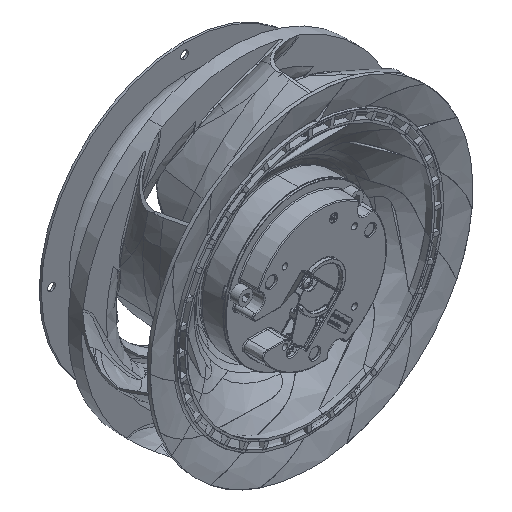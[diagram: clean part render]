
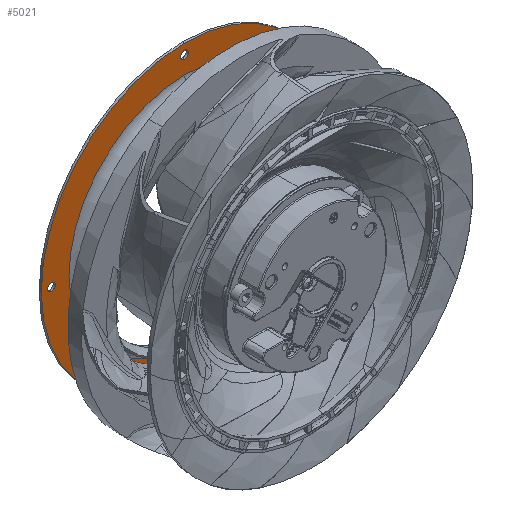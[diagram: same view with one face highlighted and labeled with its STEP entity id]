
A CAD part, isometric view. The second image highlights one B-rep face of the part: STEP entity #5021.
In plain terms, the highlighted planar face has unit normal (0, -1, 0).
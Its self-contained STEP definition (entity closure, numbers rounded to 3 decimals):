
#388 = AXIS2_PLACEMENT_3D ( 'NONE', #133876, #37423, #2398 ) ;
#2398 = DIRECTION ( 'NONE',  ( 0., 0., -1. ) ) ;
#2604 = ORIENTED_EDGE ( 'NONE', *, *, #5330, .F. ) ;
#3239 = AXIS2_PLACEMENT_3D ( 'NONE', #34074, #77665, #86960 ) ;
#4052 = VERTEX_POINT ( 'NONE', #38030 ) ;
#5021 = ADVANCED_FACE ( 'NONE', ( #63080, #140861, #108747, #129483, #75195, #30200 ), #108036, .T. ) ;
#5330 = EDGE_CURVE ( 'NONE', #129541, #22427, #30609, .T. ) ;
#8488 = ORIENTED_EDGE ( 'NONE', *, *, #72987, .T. ) ;
#8721 = DIRECTION ( 'NONE',  ( 0., -1., 0. ) ) ;
#12733 = DIRECTION ( 'NONE',  ( 0., -1., 0. ) ) ;
#13246 = EDGE_LOOP ( 'NONE', ( #106444, #79257 ) ) ;
#14082 = CARTESIAN_POINT ( 'NONE',  ( 79., -1.25, 2.25 ) ) ;
#14871 = DIRECTION ( 'NONE',  ( 0., 0., -1. ) ) ;
#15561 = VERTEX_POINT ( 'NONE', #140688 ) ;
#16474 = CARTESIAN_POINT ( 'NONE',  ( 79., -1.25, 0. ) ) ;
#17132 = ORIENTED_EDGE ( 'NONE', *, *, #97018, .F. ) ;
#20754 = CARTESIAN_POINT ( 'NONE',  ( 0., -1.25, -85. ) ) ;
#21024 = CIRCLE ( 'NONE', #388, 68.666 ) ;
#21132 = CIRCLE ( 'NONE', #126130, 2.25 ) ;
#21408 = EDGE_CURVE ( 'NONE', #34971, #4052, #36233, .T. ) ;
#22427 = VERTEX_POINT ( 'NONE', #103279 ) ;
#23237 = EDGE_CURVE ( 'NONE', #80794, #42931, #21024, .T. ) ;
#23622 = AXIS2_PLACEMENT_3D ( 'NONE', #16474, #71515, #90795 ) ;
#25518 = CARTESIAN_POINT ( 'NONE',  ( 0., -1.25, 81.25 ) ) ;
#25798 = CARTESIAN_POINT ( 'NONE',  ( 0., -1.25, -76.75 ) ) ;
#25989 = AXIS2_PLACEMENT_3D ( 'NONE', #65188, #8721, #116657 ) ;
#26000 = VERTEX_POINT ( 'NONE', #25798 ) ;
#27041 = DIRECTION ( 'NONE',  ( 0., -1., 0. ) ) ;
#30200 = FACE_BOUND ( 'NONE', #13246, .T. ) ;
#30609 = CIRCLE ( 'NONE', #23622, 2.25 ) ;
#34074 = CARTESIAN_POINT ( 'NONE',  ( 0., -1.25, 0. ) ) ;
#34587 = DIRECTION ( 'NONE',  ( 0., 0., -1. ) ) ;
#34665 = DIRECTION ( 'NONE',  ( 0., -1., 0. ) ) ;
#34971 = VERTEX_POINT ( 'NONE', #20754 ) ;
#36233 = CIRCLE ( 'NONE', #121285, 85. ) ;
#37423 = DIRECTION ( 'NONE',  ( 0., -1., 0. ) ) ;
#38030 = CARTESIAN_POINT ( 'NONE',  ( 0., -1.25, 85. ) ) ;
#38293 = DIRECTION ( 'NONE',  ( 0., 0., -1. ) ) ;
#39992 = DIRECTION ( 'NONE',  ( 0., -1., 0. ) ) ;
#41809 = ORIENTED_EDGE ( 'NONE', *, *, #71746, .F. ) ;
#42931 = VERTEX_POINT ( 'NONE', #104048 ) ;
#44224 = CARTESIAN_POINT ( 'NONE',  ( -79., -1.25, 2.25 ) ) ;
#49037 = DIRECTION ( 'NONE',  ( 0., -1., 0. ) ) ;
#50023 = AXIS2_PLACEMENT_3D ( 'NONE', #81178, #49037, #38293 ) ;
#52040 = VERTEX_POINT ( 'NONE', #69278 ) ;
#52248 = DIRECTION ( 'NONE',  ( 0., -1., 0. ) ) ;
#52413 = EDGE_CURVE ( 'NONE', #79896, #73902, #76581, .T. ) ;
#53239 = CIRCLE ( 'NONE', #96560, 2.25 ) ;
#54055 = EDGE_LOOP ( 'NONE', ( #81693, #8488 ) ) ;
#55559 = AXIS2_PLACEMENT_3D ( 'NONE', #129977, #12733, #105905 ) ;
#56833 = CARTESIAN_POINT ( 'NONE',  ( 0., -1.25, 79. ) ) ;
#58672 = CIRCLE ( 'NONE', #111180, 2.25 ) ;
#59109 = AXIS2_PLACEMENT_3D ( 'NONE', #79598, #88888, #34587 ) ;
#60026 = DIRECTION ( 'NONE',  ( 0., 0., -1. ) ) ;
#63080 = FACE_BOUND ( 'NONE', #92640, .T. ) ;
#65188 = CARTESIAN_POINT ( 'NONE',  ( 68.666, -1.25, 0. ) ) ;
#66141 = EDGE_LOOP ( 'NONE', ( #102707, #17132 ) ) ;
#66151 = DIRECTION ( 'NONE',  ( 0., 0., -1. ) ) ;
#69278 = CARTESIAN_POINT ( 'NONE',  ( -79., -1.25, -2.25 ) ) ;
#69332 = CIRCLE ( 'NONE', #55559, 85. ) ;
#71515 = DIRECTION ( 'NONE',  ( 0., -1., 0. ) ) ;
#71746 = EDGE_CURVE ( 'NONE', #22427, #129541, #53239, .T. ) ;
#72987 = EDGE_CURVE ( 'NONE', #4052, #34971, #69332, .T. ) ;
#72995 = DIRECTION ( 'NONE',  ( 0., 0., -1. ) ) ;
#73902 = VERTEX_POINT ( 'NONE', #89396 ) ;
#75195 = FACE_OUTER_BOUND ( 'NONE', #54055, .T. ) ;
#75955 = EDGE_CURVE ( 'NONE', #26000, #15561, #21132, .T. ) ;
#76427 = DIRECTION ( 'NONE',  ( 0., -1., 0. ) ) ;
#76581 = CIRCLE ( 'NONE', #87877, 2.25 ) ;
#77127 = DIRECTION ( 'NONE',  ( 0., 0., -1. ) ) ;
#77665 = DIRECTION ( 'NONE',  ( 0., -1., 0. ) ) ;
#79257 = ORIENTED_EDGE ( 'NONE', *, *, #82961, .F. ) ;
#79597 = CIRCLE ( 'NONE', #50023, 2.25 ) ;
#79598 = CARTESIAN_POINT ( 'NONE',  ( 0., -1.25, 79. ) ) ;
#79896 = VERTEX_POINT ( 'NONE', #25518 ) ;
#80794 = VERTEX_POINT ( 'NONE', #87734 ) ;
#81178 = CARTESIAN_POINT ( 'NONE',  ( -79., -1.25, 0. ) ) ;
#81693 = ORIENTED_EDGE ( 'NONE', *, *, #21408, .T. ) ;
#82961 = EDGE_CURVE ( 'NONE', #42931, #80794, #119680, .T. ) ;
#86960 = DIRECTION ( 'NONE',  ( 0., 0., -1. ) ) ;
#87734 = CARTESIAN_POINT ( 'NONE',  ( 0., -1.25, -68.666 ) ) ;
#87877 = AXIS2_PLACEMENT_3D ( 'NONE', #56833, #34665, #66151 ) ;
#88632 = CARTESIAN_POINT ( 'NONE',  ( 0., -1.25, 0. ) ) ;
#88888 = DIRECTION ( 'NONE',  ( 0., -1., 0. ) ) ;
#89396 = CARTESIAN_POINT ( 'NONE',  ( 0., -1.25, 76.75 ) ) ;
#89949 = EDGE_CURVE ( 'NONE', #15561, #26000, #58672, .T. ) ;
#90795 = DIRECTION ( 'NONE',  ( 0., 0., -1. ) ) ;
#91076 = DIRECTION ( 'NONE',  ( 0., -1., 0. ) ) ;
#91780 = CARTESIAN_POINT ( 'NONE',  ( 0., -1.25, -79. ) ) ;
#92640 = EDGE_LOOP ( 'NONE', ( #111747, #134557 ) ) ;
#95046 = ORIENTED_EDGE ( 'NONE', *, *, #113211, .F. ) ;
#96560 = AXIS2_PLACEMENT_3D ( 'NONE', #113499, #27041, #14871 ) ;
#97018 = EDGE_CURVE ( 'NONE', #114603, #52040, #125268, .T. ) ;
#99247 = CARTESIAN_POINT ( 'NONE',  ( 0., -1.25, -79. ) ) ;
#102707 = ORIENTED_EDGE ( 'NONE', *, *, #116109, .F. ) ;
#103279 = CARTESIAN_POINT ( 'NONE',  ( 79., -1.25, -2.25 ) ) ;
#104048 = CARTESIAN_POINT ( 'NONE',  ( 0., -1.25, 68.666 ) ) ;
#105905 = DIRECTION ( 'NONE',  ( 0., 0., -1. ) ) ;
#106444 = ORIENTED_EDGE ( 'NONE', *, *, #23237, .F. ) ;
#108036 = PLANE ( 'NONE',  #25989 ) ;
#108747 = FACE_BOUND ( 'NONE', #132189, .T. ) ;
#111180 = AXIS2_PLACEMENT_3D ( 'NONE', #91780, #91076, #123974 ) ;
#111747 = ORIENTED_EDGE ( 'NONE', *, *, #89949, .F. ) ;
#113211 = EDGE_CURVE ( 'NONE', #73902, #79896, #120696, .T. ) ;
#113499 = CARTESIAN_POINT ( 'NONE',  ( 79., -1.25, 0. ) ) ;
#114603 = VERTEX_POINT ( 'NONE', #44224 ) ;
#116109 = EDGE_CURVE ( 'NONE', #52040, #114603, #79597, .T. ) ;
#116657 = DIRECTION ( 'NONE',  ( 0., 0., -1. ) ) ;
#119680 = CIRCLE ( 'NONE', #3239, 68.666 ) ;
#120696 = CIRCLE ( 'NONE', #59109, 2.25 ) ;
#121285 = AXIS2_PLACEMENT_3D ( 'NONE', #88632, #39992, #60026 ) ;
#123013 = AXIS2_PLACEMENT_3D ( 'NONE', #127994, #52248, #72995 ) ;
#123251 = ORIENTED_EDGE ( 'NONE', *, *, #52413, .F. ) ;
#123974 = DIRECTION ( 'NONE',  ( 0., 0., -1. ) ) ;
#125268 = CIRCLE ( 'NONE', #123013, 2.25 ) ;
#125795 = EDGE_LOOP ( 'NONE', ( #41809, #2604 ) ) ;
#126130 = AXIS2_PLACEMENT_3D ( 'NONE', #99247, #76427, #77127 ) ;
#127994 = CARTESIAN_POINT ( 'NONE',  ( -79., -1.25, 0. ) ) ;
#129483 = FACE_BOUND ( 'NONE', #125795, .T. ) ;
#129541 = VERTEX_POINT ( 'NONE', #14082 ) ;
#129977 = CARTESIAN_POINT ( 'NONE',  ( 0., -1.25, 0. ) ) ;
#132189 = EDGE_LOOP ( 'NONE', ( #95046, #123251 ) ) ;
#133876 = CARTESIAN_POINT ( 'NONE',  ( 0., -1.25, 0. ) ) ;
#134557 = ORIENTED_EDGE ( 'NONE', *, *, #75955, .F. ) ;
#140688 = CARTESIAN_POINT ( 'NONE',  ( 0., -1.25, -81.25 ) ) ;
#140861 = FACE_BOUND ( 'NONE', #66141, .T. ) ;
